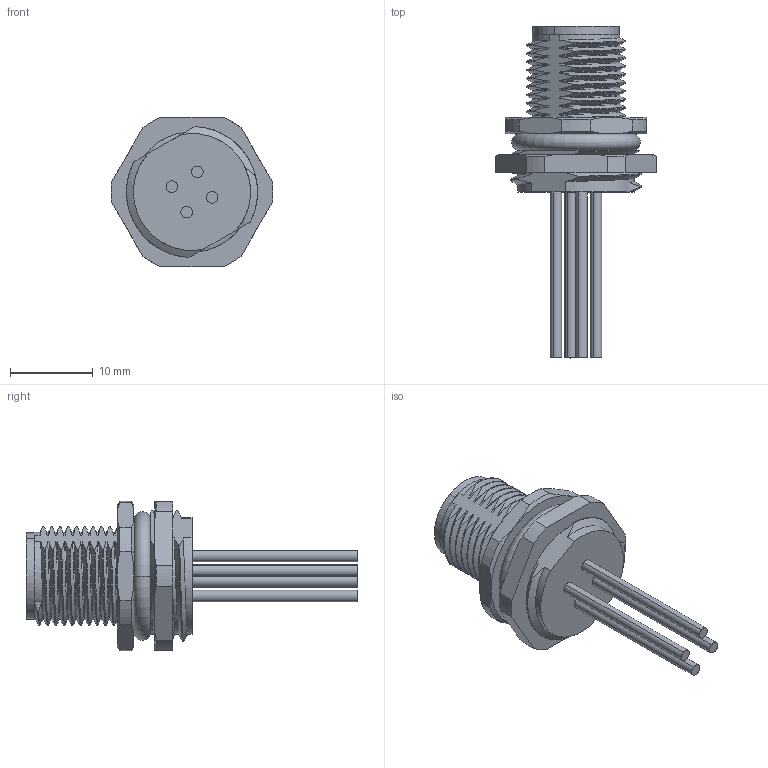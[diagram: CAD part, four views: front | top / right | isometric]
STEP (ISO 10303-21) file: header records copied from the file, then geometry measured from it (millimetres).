
FILE_DESCRIPTION((''),'2;1');
FILE_NAME('M12-M04A-BK-M16-W0_25','2017-07-14T',('hq.zhang'),(''),'PRO/ENGINEER BY PARAMETRIC TECHNOLOGY CORPORATION, 2012480','PRO/ENGINEER BY PARAMETRIC TECHNOLOGY CORPORATION, 2012480','');
FILE_SCHEMA(('AUTOMOTIVE_DESIGN { 1 0 10303 214 1 1 1 1 }'));
Length unit declared in the file: millimetre
Products named in the file (1): M12-M04A-BK-M16-W0_25
Bounding box: 19.5 x 40 x 18 mm (x, y, z)
Volume: 2594.9 mm3; surface area: 2792.9 mm2
Topology: 1 solids, 1 shells, 333 faces, 1007 edges, 682 vertices
Faces by surface type: cylinder 106, plane 79, bspline 60, extrusion 45, cone 24, torus 11, sphere 8
Entity records: 16715 total; most frequent: CARTESIAN_POINT 8378, ORIENTED_EDGE 1998, DIRECTION 1253, EDGE_CURVE 999, VERTEX_POINT 682, B_SPLINE_CURVE_WITH_KNOTS 490, AXIS2_PLACEMENT_3D 426, VECTOR 401
